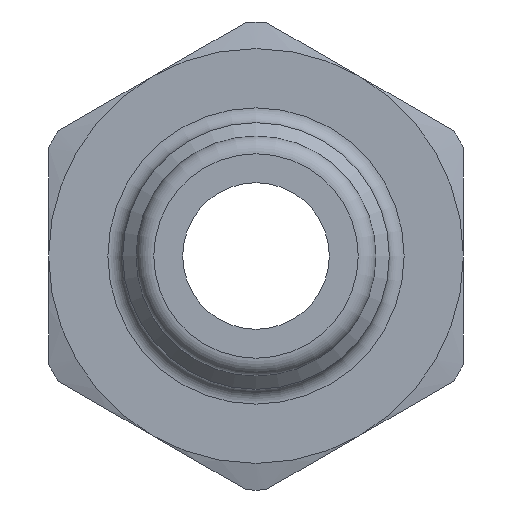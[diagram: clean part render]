
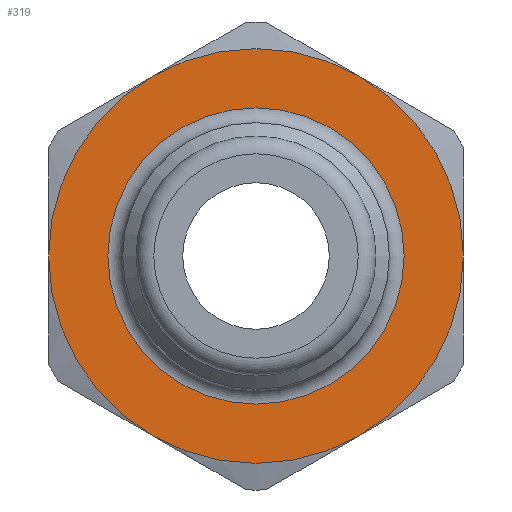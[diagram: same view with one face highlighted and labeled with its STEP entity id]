
A CAD part, left-side view. The second image highlights one B-rep face of the part: STEP entity #319.
In plain terms, the highlighted planar face has unit normal (-1, 0, 0).
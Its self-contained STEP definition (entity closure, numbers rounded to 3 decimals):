
#231=CARTESIAN_POINT('',(14.1,5.0,0.));
#232=VERTEX_POINT('',#231);
#233=CARTESIAN_POINT('',(14.1,0.0,0.0));
#234=DIRECTION('',(-1.0,0.0,0.0));
#235=DIRECTION('',(0.0,-1.0,0.0));
#236=AXIS2_PLACEMENT_3D('',#233,#234,#235);
#237=CIRCLE('',#236,5.0);
#238=EDGE_CURVE('',#232,#232,#237,.T.);
#255=CARTESIAN_POINT('',(14.1,5.75,0.0));
#256=DIRECTION('',(-1.0,0.0,0.0));
#257=DIRECTION('',(0.0,0.0,1.0));
#258=AXIS2_PLACEMENT_3D('',#255,#256,#257);
#259=PLANE('',#258);
#260=CARTESIAN_POINT('',(14.1,7.,0.0));
#261=VERTEX_POINT('',#260);
#262=CARTESIAN_POINT('',(14.1,3.5,6.062));
#263=VERTEX_POINT('',#262);
#264=CARTESIAN_POINT('',(14.1,0.0,0.0));
#265=DIRECTION('',(1.0,0.0,0.0));
#266=DIRECTION('',(0.0,1.0,0.0));
#267=AXIS2_PLACEMENT_3D('',#264,#265,#266);
#268=CIRCLE('',#267,7.);
#269=EDGE_CURVE('',#261,#263,#268,.T.);
#270=ORIENTED_EDGE('',*,*,#269,.F.);
#271=CARTESIAN_POINT('',(14.1,3.5,-6.062));
#272=VERTEX_POINT('',#271);
#273=CARTESIAN_POINT('',(14.1,0.0,0.0));
#274=DIRECTION('',(1.0,0.0,0.0));
#275=DIRECTION('',(0.0,1.0,0.0));
#276=AXIS2_PLACEMENT_3D('',#273,#274,#275);
#277=CIRCLE('',#276,7.);
#278=EDGE_CURVE('',#272,#261,#277,.T.);
#279=ORIENTED_EDGE('',*,*,#278,.F.);
#280=CARTESIAN_POINT('',(14.1,-3.5,-6.062));
#281=VERTEX_POINT('',#280);
#282=CARTESIAN_POINT('',(14.1,0.0,0.0));
#283=DIRECTION('',(1.0,0.0,0.0));
#284=DIRECTION('',(0.0,1.0,0.0));
#285=AXIS2_PLACEMENT_3D('',#282,#283,#284);
#286=CIRCLE('',#285,7.);
#287=EDGE_CURVE('',#281,#272,#286,.T.);
#288=ORIENTED_EDGE('',*,*,#287,.F.);
#289=CARTESIAN_POINT('',(14.1,-7.,0.));
#290=VERTEX_POINT('',#289);
#291=CARTESIAN_POINT('',(14.1,0.0,0.0));
#292=DIRECTION('',(1.0,0.0,0.0));
#293=DIRECTION('',(0.0,1.0,0.0));
#294=AXIS2_PLACEMENT_3D('',#291,#292,#293);
#295=CIRCLE('',#294,7.);
#296=EDGE_CURVE('',#290,#281,#295,.T.);
#297=ORIENTED_EDGE('',*,*,#296,.F.);
#298=CARTESIAN_POINT('',(14.1,-3.5,6.062));
#299=VERTEX_POINT('',#298);
#300=CARTESIAN_POINT('',(14.1,0.0,0.0));
#301=DIRECTION('',(1.0,0.0,0.0));
#302=DIRECTION('',(0.0,1.0,0.0));
#303=AXIS2_PLACEMENT_3D('',#300,#301,#302);
#304=CIRCLE('',#303,7.);
#305=EDGE_CURVE('',#299,#290,#304,.T.);
#306=ORIENTED_EDGE('',*,*,#305,.F.);
#307=CARTESIAN_POINT('',(14.1,0.0,0.0));
#308=DIRECTION('',(1.0,0.0,0.0));
#309=DIRECTION('',(0.0,1.0,0.0));
#310=AXIS2_PLACEMENT_3D('',#307,#308,#309);
#311=CIRCLE('',#310,7.);
#312=EDGE_CURVE('',#263,#299,#311,.T.);
#313=ORIENTED_EDGE('',*,*,#312,.F.);
#314=EDGE_LOOP('',(#270,#279,#288,#297,#306,#313));
#315=FACE_OUTER_BOUND('',#314,.T.);
#316=ORIENTED_EDGE('',*,*,#238,.F.);
#317=EDGE_LOOP('',(#316));
#318=FACE_BOUND('',#317,.T.);
#319=ADVANCED_FACE('',(#315,#318),#259,.T.);
